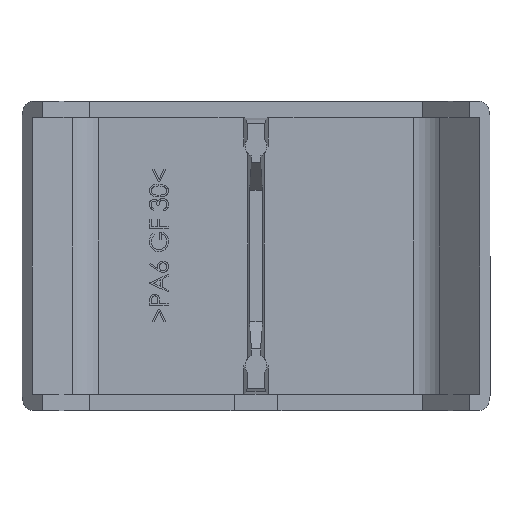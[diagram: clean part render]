
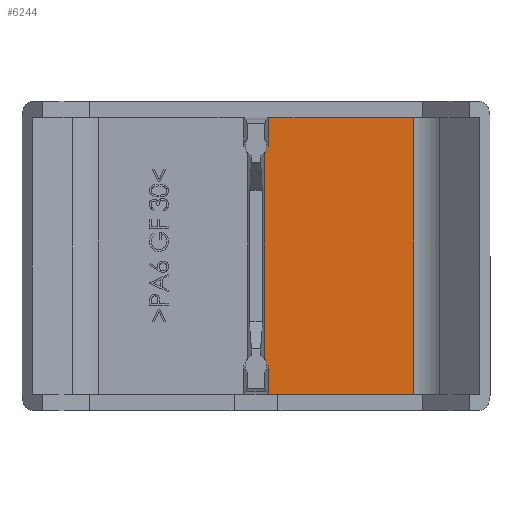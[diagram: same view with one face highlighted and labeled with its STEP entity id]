
A CAD part, top view. The second image highlights one B-rep face of the part: STEP entity #6244.
In plain terms, the highlighted planar face has unit normal (0, 0, 1).
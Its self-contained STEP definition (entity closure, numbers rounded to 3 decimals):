
#175 = DIRECTION ( 'NONE',  ( 1., 0., 0. ) ) ;
#176 = ORIENTED_EDGE ( 'NONE', *, *, #685, .F. ) ;
#179 = CARTESIAN_POINT ( 'NONE',  ( -22.743, 18.9, -2. ) ) ;
#186 = FACE_OUTER_BOUND ( 'NONE', #3707, .T. ) ;
#269 = EDGE_CURVE ( 'NONE', #2247, #3922, #5371, .T. ) ;
#395 = DIRECTION ( 'NONE',  ( 0., 1., 0. ) ) ;
#414 = AXIS2_PLACEMENT_3D ( 'NONE', #3393, #3339, #6601 ) ;
#479 = ORIENTED_EDGE ( 'NONE', *, *, #2763, .T. ) ;
#538 = LINE ( 'NONE', #179, #4161 ) ;
#685 = EDGE_CURVE ( 'NONE', #4767, #6442, #538, .T. ) ;
#690 = CARTESIAN_POINT ( 'NONE',  ( 1.69, -15., -2. ) ) ;
#714 = LINE ( 'NONE', #6495, #3938 ) ;
#955 = CARTESIAN_POINT ( 'NONE',  ( 21.501, -18.9, -2. ) ) ;
#1388 = DIRECTION ( 'NONE',  ( 0., 1., 0. ) ) ;
#1475 = VECTOR ( 'NONE', #7843, 1000. ) ;
#1652 = VECTOR ( 'NONE', #1388, 1000. ) ;
#1796 = CARTESIAN_POINT ( 'NONE',  ( 1.1, 13.98, -2. ) ) ;
#1808 = CARTESIAN_POINT ( 'NONE',  ( 0., 15., -2. ) ) ;
#2219 = ORIENTED_EDGE ( 'NONE', *, *, #269, .T. ) ;
#2247 = VERTEX_POINT ( 'NONE', #7948 ) ;
#2334 = CARTESIAN_POINT ( 'NONE',  ( 21.501, 21.1, -2. ) ) ;
#2335 = EDGE_CURVE ( 'NONE', #6836, #5427, #5355, .T. ) ;
#2460 = VECTOR ( 'NONE', #395, 1000. ) ;
#2468 = EDGE_CURVE ( 'NONE', #2247, #5293, #8289, .T. ) ;
#2510 = EDGE_CURVE ( 'NONE', #7816, #8026, #3172, .T. ) ;
#2619 = ORIENTED_EDGE ( 'NONE', *, *, #2468, .F. ) ;
#2652 = LINE ( 'NONE', #2334, #2460 ) ;
#2724 = CARTESIAN_POINT ( 'NONE',  ( -28.4, 21.1, -2. ) ) ;
#2763 = EDGE_CURVE ( 'NONE', #5858, #8026, #3473, .T. ) ;
#2853 = CARTESIAN_POINT ( 'NONE',  ( 1.5, -15., -2. ) ) ;
#2927 = LINE ( 'NONE', #6803, #7854 ) ;
#3073 = CARTESIAN_POINT ( 'NONE',  ( 1.69, 18.9, -2. ) ) ;
#3123 = CARTESIAN_POINT ( 'NONE',  ( 21.501, 18.9, -2. ) ) ;
#3172 = LINE ( 'NONE', #3208, #7888 ) ;
#3208 = CARTESIAN_POINT ( 'NONE',  ( 1.1, -15., -2. ) ) ;
#3339 = DIRECTION ( 'NONE',  ( 0., 0., -1. ) ) ;
#3393 = CARTESIAN_POINT ( 'NONE',  ( 0., -15., -2. ) ) ;
#3473 = CIRCLE ( 'NONE', #414, 1.5 ) ;
#3547 = DIRECTION ( 'NONE',  ( 0., 0., -1. ) ) ;
#3707 = EDGE_LOOP ( 'NONE', ( #6628, #7441, #176, #6412, #2619, #2219, #5209, #479, #7861, #6714 ) ) ;
#3775 = VECTOR ( 'NONE', #4503, 1000. ) ;
#3833 = DIRECTION ( 'NONE',  ( -1., 0., 0. ) ) ;
#3922 = VERTEX_POINT ( 'NONE', #1796 ) ;
#3938 = VECTOR ( 'NONE', #7155, 1000. ) ;
#3964 = CARTESIAN_POINT ( 'NONE',  ( 1.1, 15., -2. ) ) ;
#4043 = DIRECTION ( 'NONE',  ( 0., 0., 1. ) ) ;
#4105 = DIRECTION ( 'NONE',  ( 1., 0., 0. ) ) ;
#4161 = VECTOR ( 'NONE', #4105, 1000. ) ;
#4376 = EDGE_CURVE ( 'NONE', #6836, #6442, #2652, .T. ) ;
#4503 = DIRECTION ( 'NONE',  ( -1., 0., 0. ) ) ;
#4536 = EDGE_CURVE ( 'NONE', #5427, #7816, #5050, .T. ) ;
#4554 = CARTESIAN_POINT ( 'NONE',  ( 1.69, -18.9, -2. ) ) ;
#4767 = VERTEX_POINT ( 'NONE', #3073 ) ;
#5050 = LINE ( 'NONE', #4554, #1652 ) ;
#5209 = ORIENTED_EDGE ( 'NONE', *, *, #5975, .F. ) ;
#5285 = CARTESIAN_POINT ( 'NONE',  ( 1.1, -13.98, -2. ) ) ;
#5293 = VERTEX_POINT ( 'NONE', #6849 ) ;
#5355 = LINE ( 'NONE', #8194, #3775 ) ;
#5371 = CIRCLE ( 'NONE', #6547, 1.5 ) ;
#5427 = VERTEX_POINT ( 'NONE', #7333 ) ;
#5756 = AXIS2_PLACEMENT_3D ( 'NONE', #2724, #4043, #175 ) ;
#5769 = EDGE_CURVE ( 'NONE', #5293, #4767, #714, .T. ) ;
#5858 = VERTEX_POINT ( 'NONE', #5285 ) ;
#5975 = EDGE_CURVE ( 'NONE', #5858, #3922, #2927, .T. ) ;
#6244 = ADVANCED_FACE ( 'NONE', ( #186 ), #7894, .T. ) ;
#6412 = ORIENTED_EDGE ( 'NONE', *, *, #5769, .F. ) ;
#6442 = VERTEX_POINT ( 'NONE', #3123 ) ;
#6495 = CARTESIAN_POINT ( 'NONE',  ( 1.69, 15., -2. ) ) ;
#6547 = AXIS2_PLACEMENT_3D ( 'NONE', #1808, #3547, #8205 ) ;
#6601 = DIRECTION ( 'NONE',  ( 1., 0., 0. ) ) ;
#6628 = ORIENTED_EDGE ( 'NONE', *, *, #2335, .F. ) ;
#6714 = ORIENTED_EDGE ( 'NONE', *, *, #4536, .F. ) ;
#6803 = CARTESIAN_POINT ( 'NONE',  ( 1.1, 15., -2. ) ) ;
#6836 = VERTEX_POINT ( 'NONE', #955 ) ;
#6849 = CARTESIAN_POINT ( 'NONE',  ( 1.69, 15., -2. ) ) ;
#7155 = DIRECTION ( 'NONE',  ( 0., 1., 0. ) ) ;
#7333 = CARTESIAN_POINT ( 'NONE',  ( 1.69, -18.9, -2. ) ) ;
#7441 = ORIENTED_EDGE ( 'NONE', *, *, #4376, .T. ) ;
#7457 = DIRECTION ( 'NONE',  ( 0., 1., 0. ) ) ;
#7816 = VERTEX_POINT ( 'NONE', #690 ) ;
#7843 = DIRECTION ( 'NONE',  ( 1., 0., 0. ) ) ;
#7854 = VECTOR ( 'NONE', #7457, 1000. ) ;
#7861 = ORIENTED_EDGE ( 'NONE', *, *, #2510, .F. ) ;
#7888 = VECTOR ( 'NONE', #3833, 1000. ) ;
#7894 = PLANE ( 'NONE',  #5756 ) ;
#7948 = CARTESIAN_POINT ( 'NONE',  ( 1.5, 15., -2. ) ) ;
#8026 = VERTEX_POINT ( 'NONE', #2853 ) ;
#8194 = CARTESIAN_POINT ( 'NONE',  ( -22.743, -18.9, -2. ) ) ;
#8205 = DIRECTION ( 'NONE',  ( 1., 0., 0. ) ) ;
#8289 = LINE ( 'NONE', #3964, #1475 ) ;
